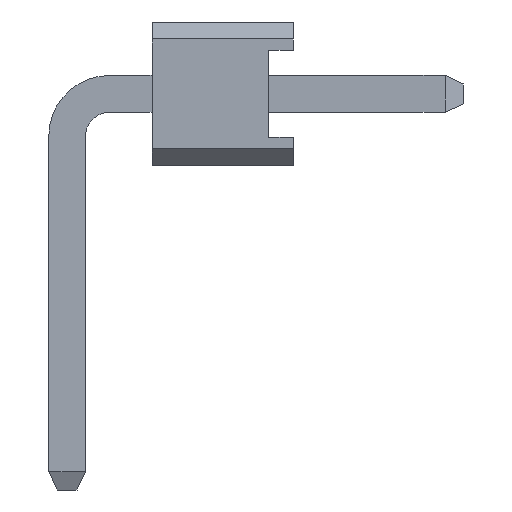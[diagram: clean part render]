
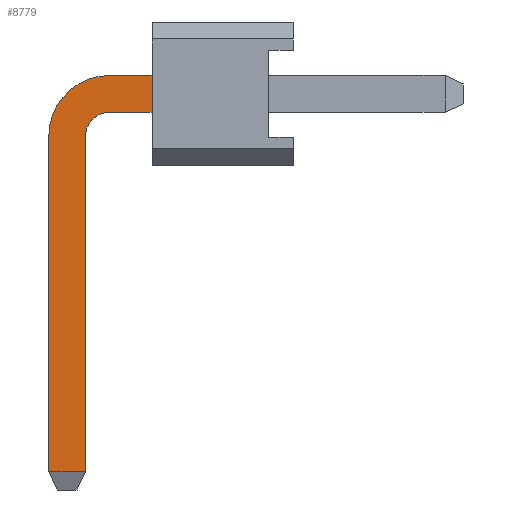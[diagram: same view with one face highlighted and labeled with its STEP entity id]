
A CAD part, left-side view. The second image highlights one B-rep face of the part: STEP entity #8779.
In plain terms, the highlighted planar face has unit normal (-1, 0, 0).
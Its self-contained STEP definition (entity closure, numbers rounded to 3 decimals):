
#4543 = DIRECTION ( 'NONE',  ( 0., 0., 1. ) ) ;
#4544 = VECTOR ( 'NONE', #4543, 1000. ) ;
#4545 = CARTESIAN_POINT ( 'NONE',  ( -0.325, 2.5, -1.27 ) ) ;
#4546 = LINE ( 'NONE', #4545, #4544 ) ;
#4556 = CARTESIAN_POINT ( 'NONE',  ( -0.325, 2.5, -0.325 ) ) ;
#4681 = CARTESIAN_POINT ( 'NONE',  ( -0.325, 2.5, 0.325 ) ) ;
#8698 = ORIENTED_EDGE ( 'NONE', *, *, #8837, .T. ) ;
#8758 = ORIENTED_EDGE ( 'NONE', *, *, #8759, .T. ) ;
#8759 = EDGE_CURVE ( 'NONE', #8839, #8760, #14729, .T. ) ;
#8760 = VERTEX_POINT ( 'NONE', #14725 ) ;
#8761 = ORIENTED_EDGE ( 'NONE', *, *, #8762, .F. ) ;
#8762 = EDGE_CURVE ( 'NONE', #8763, #8760, #14724, .T. ) ;
#8763 = VERTEX_POINT ( 'NONE', #14720 ) ;
#8764 = ORIENTED_EDGE ( 'NONE', *, *, #8765, .F. ) ;
#8765 = EDGE_CURVE ( 'NONE', #8766, #8763, #14719, .T. ) ;
#8766 = VERTEX_POINT ( 'NONE', #14714 ) ;
#8767 = ORIENTED_EDGE ( 'NONE', *, *, #8768, .T. ) ;
#8768 = EDGE_CURVE ( 'NONE', #8766, #12597, #14713, .T. ) ;
#8779 = ADVANCED_FACE ( 'NONE', ( #14756 ), #14754, .F. ) ;
#8780 = EDGE_LOOP ( 'NONE', ( #8698, #8758, #8761, #8764, #8767, #8823, #8824, #8827 ) ) ;
#8823 = ORIENTED_EDGE ( 'NONE', *, *, #12605, .T. ) ;
#8824 = ORIENTED_EDGE ( 'NONE', *, *, #8825, .F. ) ;
#8825 = EDGE_CURVE ( 'NONE', #8826, #12661, #14799, .T. ) ;
#8826 = VERTEX_POINT ( 'NONE', #14795 ) ;
#8827 = ORIENTED_EDGE ( 'NONE', *, *, #8828, .T. ) ;
#8828 = EDGE_CURVE ( 'NONE', #8826, #8838, #14794, .T. ) ;
#8837 = EDGE_CURVE ( 'NONE', #8838, #8839, #14841, .T. ) ;
#8838 = VERTEX_POINT ( 'NONE', #14837 ) ;
#8839 = VERTEX_POINT ( 'NONE', #14836 ) ;
#12597 = VERTEX_POINT ( 'NONE', #4556 ) ;
#12605 = EDGE_CURVE ( 'NONE', #12597, #12661, #4546, .T. ) ;
#12661 = VERTEX_POINT ( 'NONE', #4681 ) ;
#14710 = DIRECTION ( 'NONE',  ( 0., -1., 0. ) ) ;
#14711 = VECTOR ( 'NONE', #14710, 1000. ) ;
#14712 = CARTESIAN_POINT ( 'NONE',  ( -0.325, 3.25, -0.325 ) ) ;
#14713 = LINE ( 'NONE', #14712, #14711 ) ;
#14714 = CARTESIAN_POINT ( 'NONE',  ( -0.325, 3.25, -0.325 ) ) ;
#14715 = DIRECTION ( 'NONE',  ( 0., 0., 1. ) ) ;
#14716 = DIRECTION ( 'NONE',  ( -1., 0., 0. ) ) ;
#14717 = CARTESIAN_POINT ( 'NONE',  ( -0.325, 3.25, -0.75 ) ) ;
#14718 = AXIS2_PLACEMENT_3D ( 'NONE', #14717, #14716, #14715 ) ;
#14719 = CIRCLE ( 'NONE', #14718, 0.425 ) ;
#14720 = CARTESIAN_POINT ( 'NONE',  ( -0.325, 3.675, -0.75 ) ) ;
#14721 = DIRECTION ( 'NONE',  ( 0., 0., -1. ) ) ;
#14722 = VECTOR ( 'NONE', #14721, 1000. ) ;
#14723 = CARTESIAN_POINT ( 'NONE',  ( -0.325, 3.675, -0.75 ) ) ;
#14724 = LINE ( 'NONE', #14723, #14722 ) ;
#14725 = CARTESIAN_POINT ( 'NONE',  ( -0.325, 3.675, -6.678 ) ) ;
#14726 = DIRECTION ( 'NONE',  ( 0., -1., 0. ) ) ;
#14727 = VECTOR ( 'NONE', #14726, 1000. ) ;
#14728 = CARTESIAN_POINT ( 'NONE',  ( -0.325, 3.25, -6.678 ) ) ;
#14729 = LINE ( 'NONE', #14728, #14727 ) ;
#14750 = DIRECTION ( 'NONE',  ( 0., 0., -1. ) ) ;
#14751 = DIRECTION ( 'NONE',  ( 1., 0., 0. ) ) ;
#14752 = CARTESIAN_POINT ( 'NONE',  ( -0.325, 3.25, 0.325 ) ) ;
#14753 = AXIS2_PLACEMENT_3D ( 'NONE', #14752, #14751, #14750 ) ;
#14754 = PLANE ( 'NONE',  #14753 ) ;
#14756 = FACE_OUTER_BOUND ( 'NONE', #8780, .T. ) ;
#14792 = CARTESIAN_POINT ( 'NONE',  ( -0.325, 3.25, -0.75 ) ) ;
#14793 = AXIS2_PLACEMENT_3D ( 'NONE', #14792, #14854, #14853 ) ;
#14794 = CIRCLE ( 'NONE', #14793, 1.075 ) ;
#14795 = CARTESIAN_POINT ( 'NONE',  ( -0.325, 3.25, 0.325 ) ) ;
#14796 = DIRECTION ( 'NONE',  ( 0., -1., 0. ) ) ;
#14797 = VECTOR ( 'NONE', #14796, 1000. ) ;
#14798 = CARTESIAN_POINT ( 'NONE',  ( -0.325, 3.25, 0.325 ) ) ;
#14799 = LINE ( 'NONE', #14798, #14797 ) ;
#14836 = CARTESIAN_POINT ( 'NONE',  ( -0.325, 4.325, -6.678 ) ) ;
#14837 = CARTESIAN_POINT ( 'NONE',  ( -0.325, 4.325, -0.75 ) ) ;
#14838 = DIRECTION ( 'NONE',  ( 0., 0., -1. ) ) ;
#14839 = VECTOR ( 'NONE', #14838, 1000. ) ;
#14840 = CARTESIAN_POINT ( 'NONE',  ( -0.325, 4.325, -0.75 ) ) ;
#14841 = LINE ( 'NONE', #14840, #14839 ) ;
#14853 = DIRECTION ( 'NONE',  ( 0., 0., 1. ) ) ;
#14854 = DIRECTION ( 'NONE',  ( -1., 0., 0. ) ) ;
